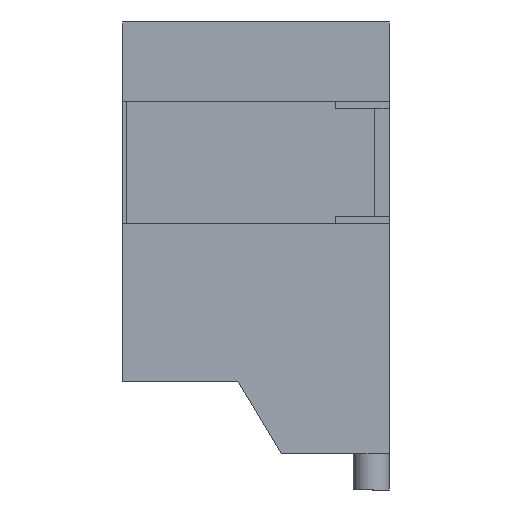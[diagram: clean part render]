
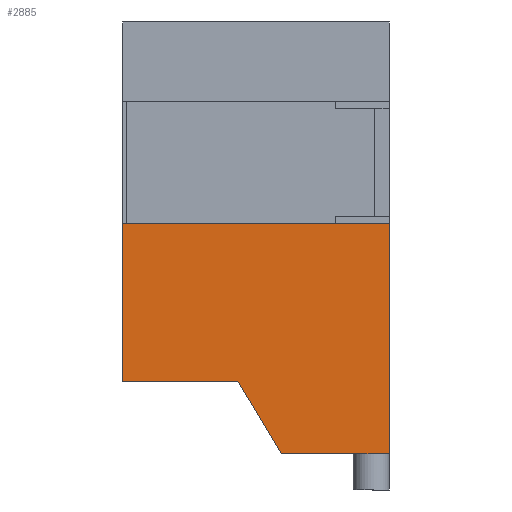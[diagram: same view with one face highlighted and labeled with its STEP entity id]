
A CAD part, left-side view. The second image highlights one B-rep face of the part: STEP entity #2885.
In plain terms, the highlighted planar face has unit normal (-1, 0, 0).
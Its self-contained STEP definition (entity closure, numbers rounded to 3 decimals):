
#5 = VECTOR ( 'NONE', #221, 1000. ) ;
#9 = CARTESIAN_POINT ( 'NONE',  ( -3.75, 1.5, 0. ) ) ;
#44 = LINE ( 'NONE', #1818, #3209 ) ;
#214 = DIRECTION ( 'NONE',  ( 0., -1., 0. ) ) ;
#221 = DIRECTION ( 'NONE',  ( 0., 1., 0. ) ) ;
#300 = CARTESIAN_POINT ( 'NONE',  ( -3.75, 0., 0. ) ) ;
#314 = VECTOR ( 'NONE', #3177, 1000. ) ;
#395 = DIRECTION ( 'NONE',  ( 0., 0., 1. ) ) ;
#461 = AXIS2_PLACEMENT_3D ( 'NONE', #300, #3161, #1133 ) ;
#476 = VERTEX_POINT ( 'NONE', #2770 ) ;
#489 = CARTESIAN_POINT ( 'NONE',  ( -3.75, 0., 1. ) ) ;
#490 = LINE ( 'NONE', #1147, #314 ) ;
#520 = EDGE_LOOP ( 'NONE', ( #807, #1638, #2800, #1311, #779, #2312 ) ) ;
#649 = VERTEX_POINT ( 'NONE', #888 ) ;
#779 = ORIENTED_EDGE ( 'NONE', *, *, #1620, .F. ) ;
#780 = CARTESIAN_POINT ( 'NONE',  ( -3.75, 3.7, 1. ) ) ;
#807 = ORIENTED_EDGE ( 'NONE', *, *, #1753, .T. ) ;
#888 = CARTESIAN_POINT ( 'NONE',  ( -3.75, 2.1, 1. ) ) ;
#904 = VERTEX_POINT ( 'NONE', #2350 ) ;
#1028 = DIRECTION ( 'NONE',  ( 0., 0., -1. ) ) ;
#1064 = VERTEX_POINT ( 'NONE', #9 ) ;
#1091 = PLANE ( 'NONE',  #461 ) ;
#1096 = VECTOR ( 'NONE', #395, 1000. ) ;
#1133 = DIRECTION ( 'NONE',  ( 0., 0., -1. ) ) ;
#1142 = VECTOR ( 'NONE', #214, 1000. ) ;
#1147 = CARTESIAN_POINT ( 'NONE',  ( -3.75, 2.1, 1. ) ) ;
#1272 = LINE ( 'NONE', #489, #1142 ) ;
#1311 = ORIENTED_EDGE ( 'NONE', *, *, #2046, .T. ) ;
#1421 = CARTESIAN_POINT ( 'NONE',  ( -3.75, 0., 6. ) ) ;
#1500 = CARTESIAN_POINT ( 'NONE',  ( -3.75, 0., 0. ) ) ;
#1547 = VECTOR ( 'NONE', #1028, 1000. ) ;
#1580 = FACE_OUTER_BOUND ( 'NONE', #520, .T. ) ;
#1620 = EDGE_CURVE ( 'NONE', #1064, #649, #490, .T. ) ;
#1638 = ORIENTED_EDGE ( 'NONE', *, *, #2013, .T. ) ;
#1742 = VERTEX_POINT ( 'NONE', #2979 ) ;
#1753 = EDGE_CURVE ( 'NONE', #2207, #476, #1783, .T. ) ;
#1783 = LINE ( 'NONE', #1421, #1096 ) ;
#1818 = CARTESIAN_POINT ( 'NONE',  ( -3.75, 2.1, 0. ) ) ;
#2013 = EDGE_CURVE ( 'NONE', #476, #904, #2078, .T. ) ;
#2046 = EDGE_CURVE ( 'NONE', #1742, #649, #1272, .T. ) ;
#2078 = LINE ( 'NONE', #3123, #5 ) ;
#2207 = VERTEX_POINT ( 'NONE', #1500 ) ;
#2312 = ORIENTED_EDGE ( 'NONE', *, *, #2846, .F. ) ;
#2350 = CARTESIAN_POINT ( 'NONE',  ( -3.75, 3.7, 3.2 ) ) ;
#2732 = EDGE_CURVE ( 'NONE', #904, #1742, #2843, .T. ) ;
#2770 = CARTESIAN_POINT ( 'NONE',  ( -3.75, 0., 3.2 ) ) ;
#2800 = ORIENTED_EDGE ( 'NONE', *, *, #2732, .T. ) ;
#2843 = LINE ( 'NONE', #780, #1547 ) ;
#2846 = EDGE_CURVE ( 'NONE', #2207, #1064, #44, .T. ) ;
#2885 = ADVANCED_FACE ( 'NONE', ( #1580 ), #1091, .F. ) ;
#2979 = CARTESIAN_POINT ( 'NONE',  ( -3.75, 3.7, 1. ) ) ;
#3123 = CARTESIAN_POINT ( 'NONE',  ( -3.75, 0., 3.2 ) ) ;
#3161 = DIRECTION ( 'NONE',  ( 1., 0., 0. ) ) ;
#3177 = DIRECTION ( 'NONE',  ( 0., 0.514, 0.857 ) ) ;
#3209 = VECTOR ( 'NONE', #3381, 1000. ) ;
#3381 = DIRECTION ( 'NONE',  ( 0., 1., 0. ) ) ;
